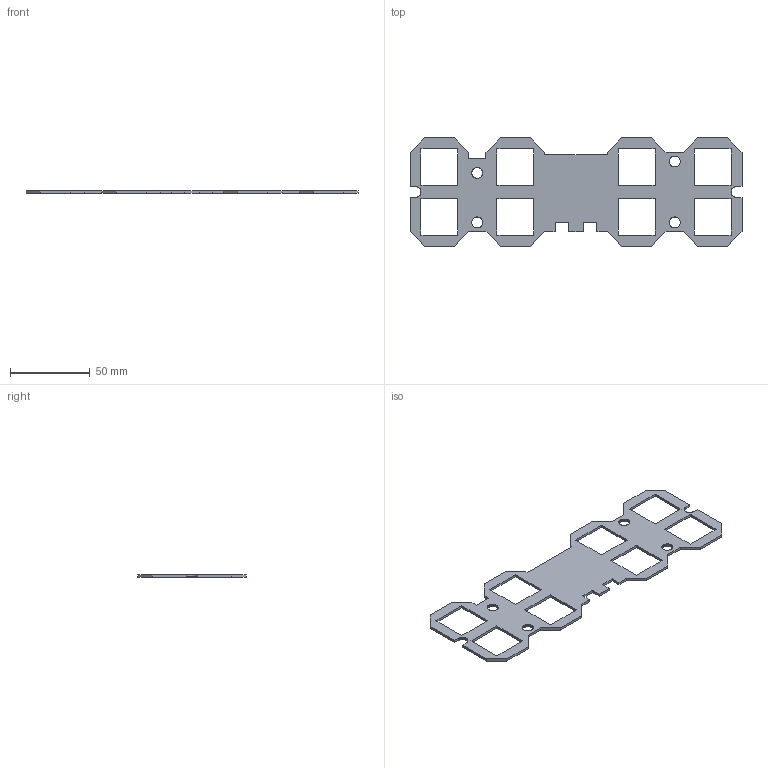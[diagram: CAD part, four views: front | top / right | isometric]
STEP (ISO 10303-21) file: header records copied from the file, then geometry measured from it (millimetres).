
FILE_DESCRIPTION(('KiCad electronic assembly'),'2;1');
FILE_NAME('gaming-clock.step','2023-07-17T11:36:14',('Pcbnew'),('Kicad') ,'Open CASCADE STEP processor 7.6','KiCad to STEP converter','Unknown' );
FILE_SCHEMA(('AUTOMOTIVE_DESIGN { 1 0 10303 214 1 1 1 1 }'));
Length unit declared in the file: millimetre
Products named in the file (2): gaming-clock 1; PCB
Assembly tree (1 placements, depth 2):
  gaming-clock 1
    PCB
Bounding box: 207.52 x 67.56 x 1.6 mm (x, y, z)
Volume: 12288.9 mm3; surface area: 17676.3 mm2
Topology: 1 solids, 1 shells, 374 faces, 1116 edges, 744 vertices
Faces by surface type: plane 374
Entity records: 26903 total; most frequent: CARTESIAN_POINT 4468, DIRECTION 4100, LINE 3348, VECTOR 3348, ORIENTED_EDGE 2232, PCURVE 2232, DEFINITIONAL_REPRESENTATION 2232, EDGE_CURVE 1116
